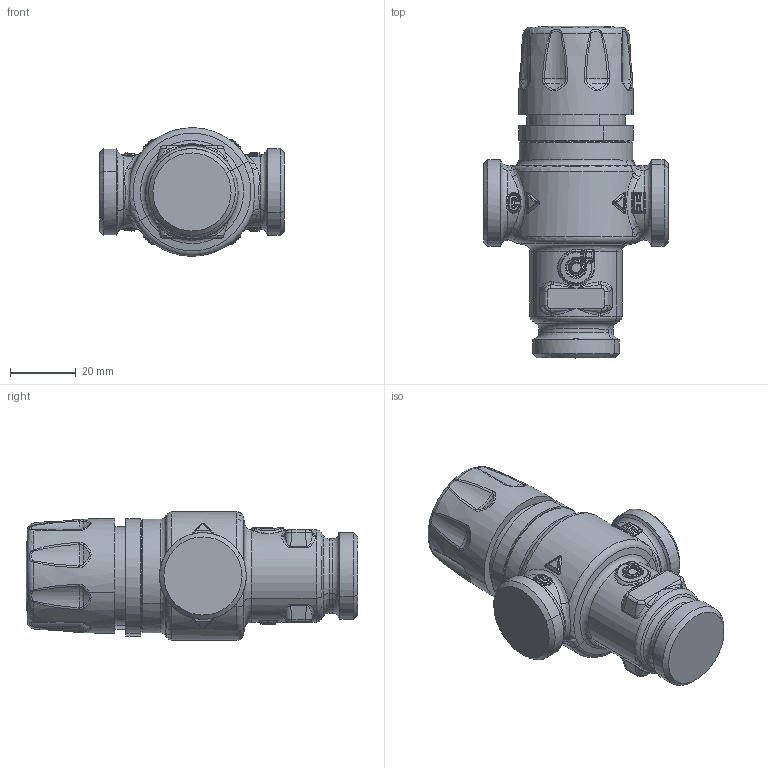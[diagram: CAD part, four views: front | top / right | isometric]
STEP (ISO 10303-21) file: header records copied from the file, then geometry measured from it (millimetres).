
FILE_DESCRIPTION(('CATIA V5 STEP Exchange','CAx-IF Rec.Pracs.--- Model Styling and Organization---1.4--- 2014-01-23','CAx-IF Rec.Pracs.---3D Tessellated Data Validation Properties---0.5---2014-09-14'),'2;1');
FILE_NAME('STEP_521900_-_TST.stp','2021-06-24T06:07:12+00:00',('none'),('none'),'CATIA Version 5-6 Release 2019 SP3','CATIA V5 STEP AP242 v1','none');
FILE_SCHEMA(('AP242_MANAGED_MODEL_BASED_3D_ENGINEERING_MIM_LF {1 0 10303 442 1 1 4}'));
Products named in the file (1): 521900 - TST
Bounding box: 56 x 100.64 x 38.98 mm (x, y, z)
Volume: 94587.2 mm3; surface area: 14884.7 mm2
Topology: 1 solids, 1 shells, 1024 faces, 2352 edges, 1250 vertices
Faces by surface type: bspline 553, cylinder 235, plane 100, sphere 62, torus 41, cone 31, revolution 2
Entity records: 59103 total; most frequent: CARTESIAN_POINT 40994, ORIENTED_EDGE 4510, EDGE_CURVE 2255, DIRECTION 1550, B_SPLINE_CURVE_WITH_KNOTS 1501, VERTEX_POINT 1250, EDGE_LOOP 1041, ADVANCED_FACE 1024
